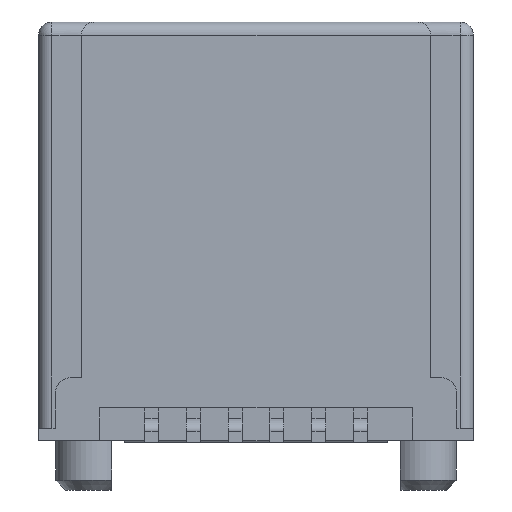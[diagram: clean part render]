
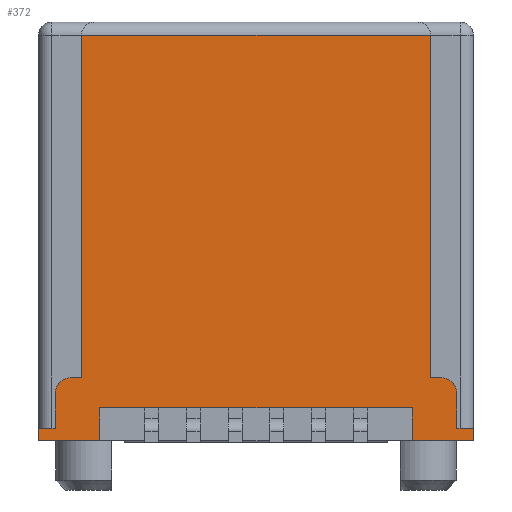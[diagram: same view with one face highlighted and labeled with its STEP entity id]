
A CAD part, front view. The second image highlights one B-rep face of the part: STEP entity #372.
In plain terms, the highlighted planar face has unit normal (0, -1, 0).
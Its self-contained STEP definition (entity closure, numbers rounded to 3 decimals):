
#372 = ADVANCED_FACE ( 'NONE', ( #7581 ), #7436, .T. ) ;
#710 = VERTEX_POINT ( 'NONE', #2085 ) ;
#718 = VERTEX_POINT ( 'NONE', #2091 ) ;
#720 = VERTEX_POINT ( 'NONE', #2093 ) ;
#721 = VERTEX_POINT ( 'NONE', #2094 ) ;
#722 = VERTEX_POINT ( 'NONE', #2095 ) ;
#727 = VERTEX_POINT ( 'NONE', #2100 ) ;
#730 = VERTEX_POINT ( 'NONE', #2103 ) ;
#736 = VERTEX_POINT ( 'NONE', #2109 ) ;
#850 = VERTEX_POINT ( 'NONE', #2223 ) ;
#892 = VERTEX_POINT ( 'NONE', #2265 ) ;
#916 = VERTEX_POINT ( 'NONE', #2289 ) ;
#924 = VERTEX_POINT ( 'NONE', #2297 ) ;
#925 = VERTEX_POINT ( 'NONE', #2298 ) ;
#984 = VERTEX_POINT ( 'NONE', #2357 ) ;
#985 = VERTEX_POINT ( 'NONE', #2358 ) ;
#986 = VERTEX_POINT ( 'NONE', #2359 ) ;
#1005 = VERTEX_POINT ( 'NONE', #2378 ) ;
#1056 = VERTEX_POINT ( 'NONE', #2429 ) ;
#1346 = AXIS2_PLACEMENT_3D ( 'NONE', #4113, #4114, #4115 ) ;
#1347 = AXIS2_PLACEMENT_3D ( 'NONE', #4138, #4139, #4140 ) ;
#1583 = LINE ( 'NONE', #2463, #1588 ) ;
#1588 = VECTOR ( 'NONE', #2468, 1000. ) ;
#1748 = LINE ( 'NONE', #2657, #1753 ) ;
#1753 = VECTOR ( 'NONE', #2663, 1000. ) ;
#1767 = LINE ( 'NONE', #2676, #1774 ) ;
#1774 = VECTOR ( 'NONE', #2686, 1000. ) ;
#2085 = CARTESIAN_POINT ( 'NONE',  ( 5.605, 0., -10.8 ) ) ;
#2091 = CARTESIAN_POINT ( 'NONE',  ( -5.605, 0., -10.8 ) ) ;
#2093 = CARTESIAN_POINT ( 'NONE',  ( -6.605, 0., -12.34 ) ) ;
#2094 = CARTESIAN_POINT ( 'NONE',  ( 6.605, 0., -12.72 ) ) ;
#2095 = CARTESIAN_POINT ( 'NONE',  ( 6.105, 0., -12.34 ) ) ;
#2100 = CARTESIAN_POINT ( 'NONE',  ( -6.605, 0., -12.72 ) ) ;
#2103 = CARTESIAN_POINT ( 'NONE',  ( -5.3, 0., -10.8 ) ) ;
#2109 = CARTESIAN_POINT ( 'NONE',  ( -6.105, 0., -11.3 ) ) ;
#2223 = CARTESIAN_POINT ( 'NONE',  ( -4.75, 0., -11.72 ) ) ;
#2265 = CARTESIAN_POINT ( 'NONE',  ( 4.75, 0., -11.72 ) ) ;
#2289 = CARTESIAN_POINT ( 'NONE',  ( 4.75, 0., -12.72 ) ) ;
#2297 = CARTESIAN_POINT ( 'NONE',  ( 5.3, 0., -10.8 ) ) ;
#2298 = CARTESIAN_POINT ( 'NONE',  ( 5.3, 0., -0.4 ) ) ;
#2357 = CARTESIAN_POINT ( 'NONE',  ( 6.605, 0., -12.34 ) ) ;
#2358 = CARTESIAN_POINT ( 'NONE',  ( 6.105, 0., -11.3 ) ) ;
#2359 = CARTESIAN_POINT ( 'NONE',  ( -4.75, 0., -12.72 ) ) ;
#2378 = CARTESIAN_POINT ( 'NONE',  ( -5.3, 0., -0.4 ) ) ;
#2429 = CARTESIAN_POINT ( 'NONE',  ( -6.105, 0., -12.34 ) ) ;
#2463 = CARTESIAN_POINT ( 'NONE',  ( -4.75, 0., -11.72 ) ) ;
#2468 = DIRECTION ( 'NONE',  ( -1., 0., 0. ) ) ;
#2657 = CARTESIAN_POINT ( 'NONE',  ( -6.605, 0., -12.34 ) ) ;
#2663 = DIRECTION ( 'NONE',  ( 1., 0., 0. ) ) ;
#2676 = CARTESIAN_POINT ( 'NONE',  ( -4.75, 0., -11.72 ) ) ;
#2686 = DIRECTION ( 'NONE',  ( 0., 0., -1. ) ) ;
#2710 = DIRECTION ( 'NONE',  ( 1., 0., 0. ) ) ;
#2712 = CARTESIAN_POINT ( 'NONE',  ( -6.605, 0., -12.72 ) ) ;
#2872 = LINE ( 'NONE', #2712, #2875 ) ;
#2875 = VECTOR ( 'NONE', #2710, 1000. ) ;
#4065 = CARTESIAN_POINT ( 'NONE',  ( -6.105, 0., -12.34 ) ) ;
#4066 = CARTESIAN_POINT ( 'NONE',  ( 5.3, 0., -10.8 ) ) ;
#4067 = DIRECTION ( 'NONE',  ( 0., 0., 1. ) ) ;
#4074 = DIRECTION ( 'NONE',  ( 0., 0., 1. ) ) ;
#4093 = CARTESIAN_POINT ( 'NONE',  ( -5.3, 0., -10.8 ) ) ;
#4094 = DIRECTION ( 'NONE',  ( 0., 0., 1. ) ) ;
#4107 = CARTESIAN_POINT ( 'NONE',  ( -6.605, 0., -10.8 ) ) ;
#4109 = DIRECTION ( 'NONE',  ( 1., 0., 0. ) ) ;
#4113 = CARTESIAN_POINT ( 'NONE',  ( -5.605, 0., -11.3 ) ) ;
#4114 = DIRECTION ( 'NONE',  ( 0., 1., 0. ) ) ;
#4115 = DIRECTION ( 'NONE',  ( 0., 0., 1. ) ) ;
#4117 = DIRECTION ( 'NONE',  ( -1., 0., 0. ) ) ;
#4123 = CARTESIAN_POINT ( 'NONE',  ( -5.3, 0., -0.4 ) ) ;
#4138 = CARTESIAN_POINT ( 'NONE',  ( 5.605, 0., -11.3 ) ) ;
#4139 = DIRECTION ( 'NONE',  ( 0., 1., 0. ) ) ;
#4140 = DIRECTION ( 'NONE',  ( 0., 0., -1. ) ) ;
#4147 = CARTESIAN_POINT ( 'NONE',  ( 6.105, 0., -12.34 ) ) ;
#4148 = DIRECTION ( 'NONE',  ( 0., 0., -1. ) ) ;
#4155 = CARTESIAN_POINT ( 'NONE',  ( 6.605, 0., -12.34 ) ) ;
#4156 = DIRECTION ( 'NONE',  ( 1., 0., 0. ) ) ;
#4161 = CARTESIAN_POINT ( 'NONE',  ( -6.605, 0., -12.72 ) ) ;
#4162 = DIRECTION ( 'NONE',  ( 1., 0., 0. ) ) ;
#4165 = CARTESIAN_POINT ( 'NONE',  ( 4.75, 0., -11.72 ) ) ;
#4166 = DIRECTION ( 'NONE',  ( 0., 0., -1. ) ) ;
#4175 = CARTESIAN_POINT ( 'NONE',  ( 6.605, 0., -12.72 ) ) ;
#4176 = DIRECTION ( 'NONE',  ( 0., 0., 1. ) ) ;
#4187 = CARTESIAN_POINT ( 'NONE',  ( -6.605, 0., -12.72 ) ) ;
#4188 = DIRECTION ( 'NONE',  ( 0., 0., 1. ) ) ;
#4191 = CARTESIAN_POINT ( 'NONE',  ( 5.3, 0., -10.8 ) ) ;
#4192 = DIRECTION ( 'NONE',  ( 1., 0., 0. ) ) ;
#4261 = LINE ( 'NONE', #4065, #4264 ) ;
#4264 = VECTOR ( 'NONE', #4067, 1000. ) ;
#4265 = LINE ( 'NONE', #4066, #4272 ) ;
#4272 = VECTOR ( 'NONE', #4074, 1000. ) ;
#4289 = LINE ( 'NONE', #4093, #4292 ) ;
#4292 = VECTOR ( 'NONE', #4094, 1000. ) ;
#4303 = LINE ( 'NONE', #4107, #4306 ) ;
#4306 = VECTOR ( 'NONE', #4109, 1000. ) ;
#4307 = CIRCLE ( 'NONE', #1346, 0.5 ) ;
#4330 = CIRCLE ( 'NONE', #1347, 0.5 ) ;
#4332 = LINE ( 'NONE', #4123, #4334 ) ;
#4334 = VECTOR ( 'NONE', #4117, 1000. ) ;
#4339 = LINE ( 'NONE', #4147, #4342 ) ;
#4342 = VECTOR ( 'NONE', #4148, 1000. ) ;
#4347 = LINE ( 'NONE', #4155, #4350 ) ;
#4350 = VECTOR ( 'NONE', #4156, 1000. ) ;
#4353 = LINE ( 'NONE', #4161, #4356 ) ;
#4356 = VECTOR ( 'NONE', #4162, 1000. ) ;
#4357 = LINE ( 'NONE', #4165, #4360 ) ;
#4360 = VECTOR ( 'NONE', #4166, 1000. ) ;
#4367 = LINE ( 'NONE', #4175, #4370 ) ;
#4370 = VECTOR ( 'NONE', #4176, 1000. ) ;
#4379 = LINE ( 'NONE', #4187, #4382 ) ;
#4382 = VECTOR ( 'NONE', #4188, 1000. ) ;
#4383 = LINE ( 'NONE', #4191, #4386 ) ;
#4386 = VECTOR ( 'NONE', #4192, 1000. ) ;
#4440 = EDGE_CURVE ( 'NONE', #892, #850, #1583, .T. ) ;
#4529 = EDGE_CURVE ( 'NONE', #720, #1056, #1748, .T. ) ;
#4540 = EDGE_CURVE ( 'NONE', #850, #986, #1767, .T. ) ;
#4554 = EDGE_CURVE ( 'NONE', #727, #986, #2872, .T. ) ;
#5695 = EDGE_CURVE ( 'NONE', #1056, #736, #4261, .T. ) ;
#6076 = EDGE_LOOP ( 'NONE', ( #8712, #8705, #8719, #8718, #8720, #8706, #8727, #8707, #8704, #8713, #8710, #8715, #8725, #8708, #8726, #8723, #8711, #8716 ) ) ;
#6219 = AXIS2_PLACEMENT_3D ( 'NONE', #7413, #7412, #7411 ) ;
#7411 = DIRECTION ( 'NONE',  ( 0., 0., -1. ) ) ;
#7412 = DIRECTION ( 'NONE',  ( 0., -1., 0. ) ) ;
#7413 = CARTESIAN_POINT ( 'NONE',  ( -6.605, 0., -12.72 ) ) ;
#7436 = PLANE ( 'NONE',  #6219 ) ;
#7581 = FACE_OUTER_BOUND ( 'NONE', #6076, .T. ) ;
#7792 = EDGE_CURVE ( 'NONE', #924, #925, #4265, .T. ) ;
#7802 = EDGE_CURVE ( 'NONE', #730, #1005, #4289, .T. ) ;
#7809 = EDGE_CURVE ( 'NONE', #718, #730, #4303, .T. ) ;
#7811 = EDGE_CURVE ( 'NONE', #736, #718, #4307, .T. ) ;
#7823 = EDGE_CURVE ( 'NONE', #710, #985, #4330, .T. ) ;
#7824 = EDGE_CURVE ( 'NONE', #925, #1005, #4332, .T. ) ;
#7828 = EDGE_CURVE ( 'NONE', #985, #722, #4339, .T. ) ;
#7832 = EDGE_CURVE ( 'NONE', #722, #984, #4347, .T. ) ;
#7835 = EDGE_CURVE ( 'NONE', #916, #721, #4353, .T. ) ;
#7837 = EDGE_CURVE ( 'NONE', #892, #916, #4357, .T. ) ;
#7842 = EDGE_CURVE ( 'NONE', #721, #984, #4367, .T. ) ;
#7848 = EDGE_CURVE ( 'NONE', #727, #720, #4379, .T. ) ;
#7850 = EDGE_CURVE ( 'NONE', #924, #710, #4383, .T. ) ;
#8704 = ORIENTED_EDGE ( 'NONE', *, *, #7824, .T. ) ;
#8705 = ORIENTED_EDGE ( 'NONE', *, *, #7835, .T. ) ;
#8706 = ORIENTED_EDGE ( 'NONE', *, *, #7823, .F. ) ;
#8707 = ORIENTED_EDGE ( 'NONE', *, *, #7792, .T. ) ;
#8708 = ORIENTED_EDGE ( 'NONE', *, *, #4529, .F. ) ;
#8710 = ORIENTED_EDGE ( 'NONE', *, *, #7809, .F. ) ;
#8711 = ORIENTED_EDGE ( 'NONE', *, *, #4540, .F. ) ;
#8712 = ORIENTED_EDGE ( 'NONE', *, *, #7837, .T. ) ;
#8713 = ORIENTED_EDGE ( 'NONE', *, *, #7802, .F. ) ;
#8715 = ORIENTED_EDGE ( 'NONE', *, *, #7811, .F. ) ;
#8716 = ORIENTED_EDGE ( 'NONE', *, *, #4440, .F. ) ;
#8718 = ORIENTED_EDGE ( 'NONE', *, *, #7832, .F. ) ;
#8719 = ORIENTED_EDGE ( 'NONE', *, *, #7842, .T. ) ;
#8720 = ORIENTED_EDGE ( 'NONE', *, *, #7828, .F. ) ;
#8723 = ORIENTED_EDGE ( 'NONE', *, *, #4554, .T. ) ;
#8725 = ORIENTED_EDGE ( 'NONE', *, *, #5695, .F. ) ;
#8726 = ORIENTED_EDGE ( 'NONE', *, *, #7848, .F. ) ;
#8727 = ORIENTED_EDGE ( 'NONE', *, *, #7850, .F. ) ;
